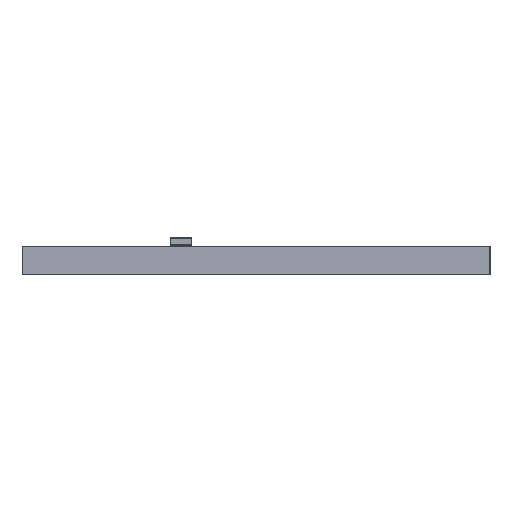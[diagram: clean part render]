
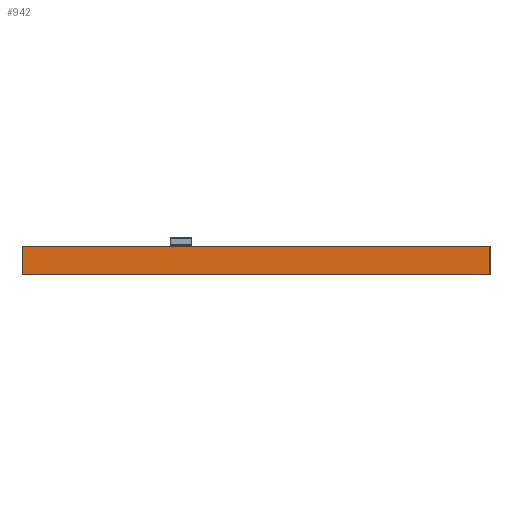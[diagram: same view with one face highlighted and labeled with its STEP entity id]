
A CAD part, left-side view. The second image highlights one B-rep face of the part: STEP entity #942.
In plain terms, the highlighted planar face has unit normal (-1, 0, 0).
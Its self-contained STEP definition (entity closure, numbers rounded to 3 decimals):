
#886 = VERTEX_POINT('',#887);
#887 = CARTESIAN_POINT('',(126.,-66.,1.6));
#893 = EDGE_CURVE('',#894,#886,#896,.T.);
#894 = VERTEX_POINT('',#895);
#895 = CARTESIAN_POINT('',(126.,-66.,0.));
#896 = LINE('',#897,#898);
#897 = CARTESIAN_POINT('',(126.,-66.,0.));
#898 = VECTOR('',#899,1.);
#899 = DIRECTION('',(0.,0.,1.));
#942 = ADVANCED_FACE('',(#943),#968,.T.);
#943 = FACE_BOUND('',#944,.T.);
#944 = EDGE_LOOP('',(#945,#946,#954,#962));
#945 = ORIENTED_EDGE('',*,*,#893,.T.);
#946 = ORIENTED_EDGE('',*,*,#947,.T.);
#947 = EDGE_CURVE('',#886,#948,#950,.T.);
#948 = VERTEX_POINT('',#949);
#949 = CARTESIAN_POINT('',(126.,-39.5,1.6));
#950 = LINE('',#951,#952);
#951 = CARTESIAN_POINT('',(126.,-66.,1.6));
#952 = VECTOR('',#953,1.);
#953 = DIRECTION('',(0.,1.,0.));
#954 = ORIENTED_EDGE('',*,*,#955,.F.);
#955 = EDGE_CURVE('',#956,#948,#958,.T.);
#956 = VERTEX_POINT('',#957);
#957 = CARTESIAN_POINT('',(126.,-39.5,0.));
#958 = LINE('',#959,#960);
#959 = CARTESIAN_POINT('',(126.,-39.5,0.));
#960 = VECTOR('',#961,1.);
#961 = DIRECTION('',(0.,0.,1.));
#962 = ORIENTED_EDGE('',*,*,#963,.F.);
#963 = EDGE_CURVE('',#894,#956,#964,.T.);
#964 = LINE('',#965,#966);
#965 = CARTESIAN_POINT('',(126.,-66.,0.));
#966 = VECTOR('',#967,1.);
#967 = DIRECTION('',(0.,1.,0.));
#968 = PLANE('',#969);
#969 = AXIS2_PLACEMENT_3D('',#970,#971,#972);
#970 = CARTESIAN_POINT('',(126.,-66.,0.));
#971 = DIRECTION('',(-1.,0.,0.));
#972 = DIRECTION('',(0.,1.,0.));
